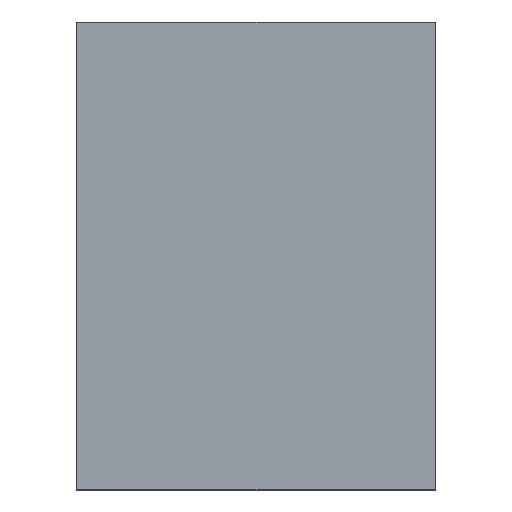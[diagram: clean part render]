
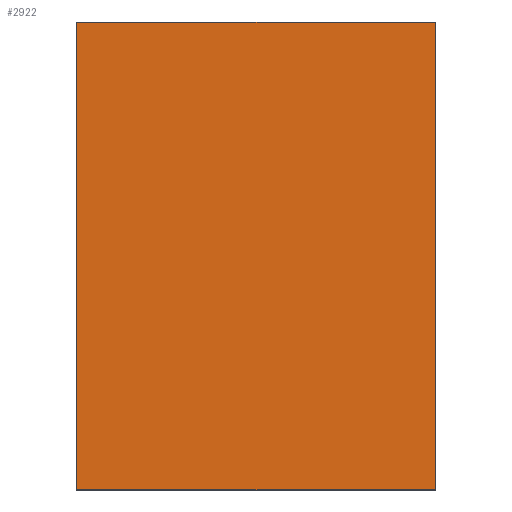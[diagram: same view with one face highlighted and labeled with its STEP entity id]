
A CAD part, left-side view. The second image highlights one B-rep face of the part: STEP entity #2922.
In plain terms, the highlighted planar face has unit normal (-1, 0, 0).
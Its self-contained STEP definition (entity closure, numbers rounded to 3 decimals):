
#345 = LINE ( 'NONE', #346, #2262 ) ;
#346 = CARTESIAN_POINT ( 'NONE',  ( -0.3, 0.23, -0.15 ) ) ;
#347 = DIRECTION ( 'NONE',  ( 0., -1., 0. ) ) ;
#524 = EDGE_LOOP ( 'NONE', ( #5726, #5859, #5733, #3651 ) ) ;
#1185 = EDGE_CURVE ( 'NONE', #3635, #3638, #2570, .T. ) ;
#1897 = VECTOR ( 'NONE', #2572, 1000. ) ;
#2228 = VECTOR ( 'NONE', #6841, 1000. ) ;
#2242 = VECTOR ( 'NONE', #6832, 1000. ) ;
#2262 = VECTOR ( 'NONE', #347, 1000. ) ;
#2570 = LINE ( 'NONE', #2571, #1897 ) ;
#2571 = CARTESIAN_POINT ( 'NONE',  ( -0.3, 0.23, 0.15 ) ) ;
#2572 = DIRECTION ( 'NONE',  ( 0., -1., 0. ) ) ;
#2922 = ADVANCED_FACE ( 'NONE', ( #5244 ), #5986, .F. ) ;
#3618 = VERTEX_POINT ( 'NONE', #4875 ) ;
#3619 = VERTEX_POINT ( 'NONE', #4876 ) ;
#3635 = VERTEX_POINT ( 'NONE', #4885 ) ;
#3638 = VERTEX_POINT ( 'NONE', #4886 ) ;
#3651 = ORIENTED_EDGE ( 'NONE', *, *, #3943, .T. ) ;
#3943 = EDGE_CURVE ( 'NONE', #3619, #3618, #345, .T. ) ;
#3962 = EDGE_CURVE ( 'NONE', #3619, #3635, #6830, .T. ) ;
#3965 = EDGE_CURVE ( 'NONE', #3618, #3638, #6839, .T. ) ;
#4875 = CARTESIAN_POINT ( 'NONE',  ( -0.3, 0., -0.15 ) ) ;
#4876 = CARTESIAN_POINT ( 'NONE',  ( -0.3, 0.23, -0.15 ) ) ;
#4885 = CARTESIAN_POINT ( 'NONE',  ( -0.3, 0.23, 0.15 ) ) ;
#4886 = CARTESIAN_POINT ( 'NONE',  ( -0.3, 0., 0.15 ) ) ;
#5244 = FACE_OUTER_BOUND ( 'NONE', #524, .T. ) ;
#5251 = AXIS2_PLACEMENT_3D ( 'NONE', #5987, #5988, #5989 ) ;
#5726 = ORIENTED_EDGE ( 'NONE', *, *, #3965, .T. ) ;
#5733 = ORIENTED_EDGE ( 'NONE', *, *, #3962, .F. ) ;
#5859 = ORIENTED_EDGE ( 'NONE', *, *, #1185, .F. ) ;
#5986 = PLANE ( 'NONE',  #5251 ) ;
#5987 = CARTESIAN_POINT ( 'NONE',  ( -0.3, 0.23, -0.15 ) ) ;
#5988 = DIRECTION ( 'NONE',  ( 1., 0., 0. ) ) ;
#5989 = DIRECTION ( 'NONE',  ( 0., 0., -1. ) ) ;
#6830 = LINE ( 'NONE', #6831, #2242 ) ;
#6831 = CARTESIAN_POINT ( 'NONE',  ( -0.3, 0.23, -0.15 ) ) ;
#6832 = DIRECTION ( 'NONE',  ( 0., 0., 1. ) ) ;
#6839 = LINE ( 'NONE', #6840, #2228 ) ;
#6840 = CARTESIAN_POINT ( 'NONE',  ( -0.3, 0., -0.15 ) ) ;
#6841 = DIRECTION ( 'NONE',  ( 0., 0., 1. ) ) ;
